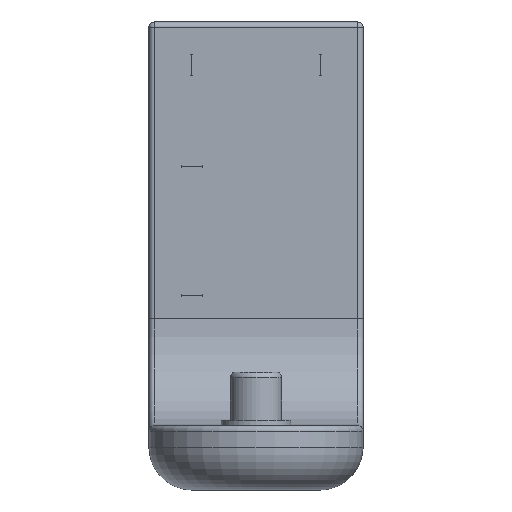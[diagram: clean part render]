
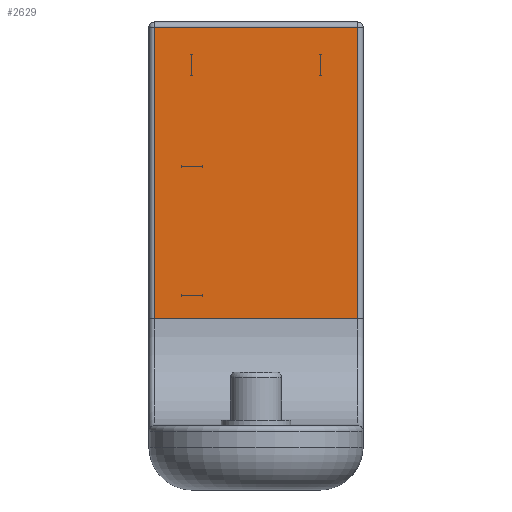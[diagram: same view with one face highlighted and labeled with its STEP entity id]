
A CAD part, left-side view. The second image highlights one B-rep face of the part: STEP entity #2629.
In plain terms, the highlighted planar face has unit normal (-1, 0, 0).
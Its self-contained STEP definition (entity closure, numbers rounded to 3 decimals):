
#101=PLANE('',#2891);
#240=FACE_OUTER_BOUND('',#422,.T.);
#422=EDGE_LOOP('',(#2100,#2101,#2102,#2103));
#616=LINE('',#4143,#856);
#622=LINE('',#4176,#862);
#638=LINE('',#4223,#878);
#680=LINE('',#4418,#920);
#856=VECTOR('',#3282,10.);
#862=VECTOR('',#3322,10.);
#878=VECTOR('',#3376,10.);
#920=VECTOR('',#3518,10.);
#1251=VERTEX_POINT('',#4121);
#1255=VERTEX_POINT('',#4132);
#1258=VERTEX_POINT('',#4139);
#1268=VERTEX_POINT('',#4169);
#1513=EDGE_CURVE('',#1255,#1258,#616,.T.);
#1530=EDGE_CURVE('',#1268,#1251,#622,.T.);
#1555=EDGE_CURVE('',#1251,#1255,#638,.T.);
#1624=EDGE_CURVE('',#1258,#1268,#680,.T.);
#2100=ORIENTED_EDGE('',*,*,#1530,.F.);
#2101=ORIENTED_EDGE('',*,*,#1624,.F.);
#2102=ORIENTED_EDGE('',*,*,#1513,.F.);
#2103=ORIENTED_EDGE('',*,*,#1555,.F.);
#2629=ADVANCED_FACE('',(#240),#101,.T.);
#2891=AXIS2_PLACEMENT_3D('',#4419,#3519,#3520);
#3282=DIRECTION('',(0.,0.,-1.));
#3322=DIRECTION('',(0.,0.,1.));
#3376=DIRECTION('',(0.,-1.,0.));
#3518=DIRECTION('',(0.,1.,0.));
#3519=DIRECTION('center_axis',(-1.,0.,0.));
#3520=DIRECTION('ref_axis',(0.,-1.,0.));
#4121=CARTESIAN_POINT('',(24.8,9.5,43.2));
#4132=CARTESIAN_POINT('',(24.8,-9.5,43.2));
#4139=CARTESIAN_POINT('',(24.8,-9.5,16.));
#4143=CARTESIAN_POINT('',(24.8,-9.5,3.));
#4169=CARTESIAN_POINT('',(24.8,9.5,16.));
#4176=CARTESIAN_POINT('',(24.8,9.5,3.));
#4223=CARTESIAN_POINT('',(24.8,5.,43.2));
#4418=CARTESIAN_POINT('',(24.8,5.,16.));
#4419=CARTESIAN_POINT('Origin',(24.8,10.,6.));
